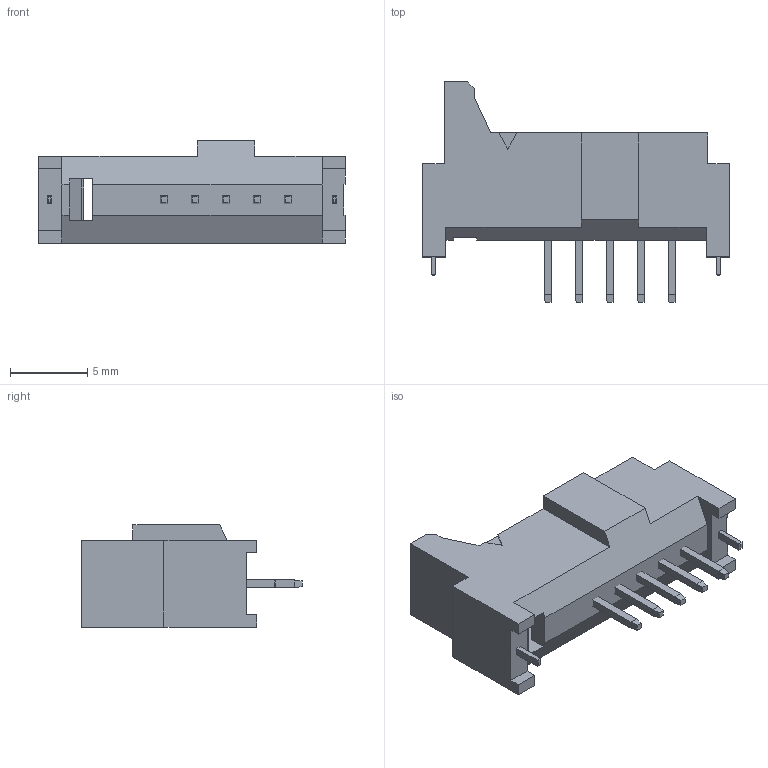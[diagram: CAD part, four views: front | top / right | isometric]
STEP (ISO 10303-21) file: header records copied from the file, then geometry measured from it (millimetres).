
FILE_DESCRIPTION( ( 'STEP AP214' ), '1' );
FILE_NAME( 'T2I-05-VT-T-S-TH.stp', '2020-09-12T14:13:44', ( 'License CC BY-ND 4.0' ), ( 'CADENAS' ), ' ', 'PARTsolutions', ' ' );
FILE_SCHEMA( ( 'AUTOMOTIVE_DESIGN { 1 0 10303 214 1 1 1 1 }' ) );
Length unit declared in the file: millimetre
Products named in the file (3): T2I-05-VT-T-S-TH; _T2I-05-VT-T-S-TH_terminal; _T2I-05-VT-T-S-TH_pins
Assembly tree (2 placements, depth 2):
  T2I-05-VT-T-S-TH
    _T2I-05-VT-T-S-TH_terminal
    _T2I-05-VT-T-S-TH_pins
Bounding box: 19.8 x 14.22 x 6.6 mm (x, y, z)
Volume: 437.9 mm3; surface area: 994.8 mm2
Topology: 2 solids, 2 shells, 172 faces, 442 edges, 274 vertices
Faces by surface type: plane 172
Entity records: 6464 total; most frequent: CARTESIAN_POINT 891, ORIENTED_EDGE 884, DIRECTION 792, EDGE_CURVE 442, LINE 442, VECTOR 442, VERTEX_POINT 274, AXIS2_PLACEMENT_3D 175
